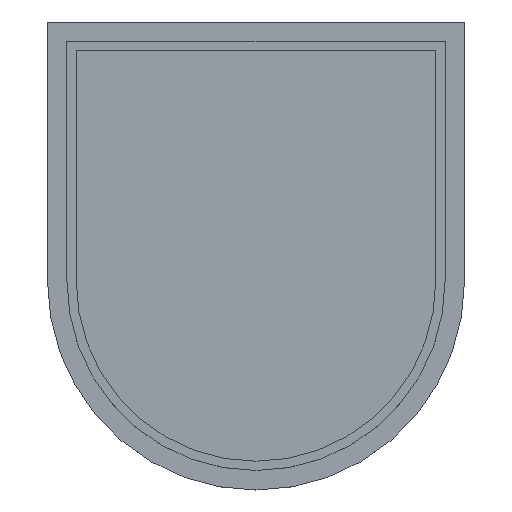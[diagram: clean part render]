
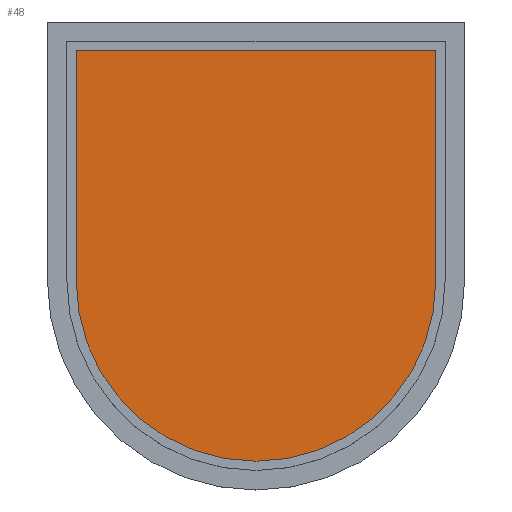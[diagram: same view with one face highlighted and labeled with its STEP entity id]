
A CAD part, top view. The second image highlights one B-rep face of the part: STEP entity #48.
In plain terms, the highlighted planar face has unit normal (0, 0, 1).
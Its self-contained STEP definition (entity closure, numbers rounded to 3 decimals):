
#48=ADVANCED_FACE('',(#228),#230,.T.);
#228=FACE_BOUND('',#229,.T.);
#229=EDGE_LOOP('',(#372,#373,#374,#375));
#230=PLANE('',#231);
#231=AXIS2_PLACEMENT_3D('',#232,#233,#234);
#232=CARTESIAN_POINT('',(0.,0.,2.));
#233=DIRECTION('',(0.,0.,1.));
#234=DIRECTION('',(-1.,0.,0.));
#372=ORIENTED_EDGE('',*,*,#460,.F.);
#373=ORIENTED_EDGE('',*,*,#461,.F.);
#374=ORIENTED_EDGE('',*,*,#462,.F.);
#375=ORIENTED_EDGE('',*,*,#463,.F.);
#460=EDGE_CURVE('',#504,#505,#506,.F.);
#461=EDGE_CURVE('',#507,#504,#508,.F.);
#462=EDGE_CURVE('',#509,#507,#510,.F.);
#463=EDGE_CURVE('',#505,#509,#511,.F.);
#504=VERTEX_POINT('',#576);
#505=VERTEX_POINT('',#577);
#506=CIRCLE('',#578,19.4);
#507=VERTEX_POINT('',#582);
#508=LINE('',#583,#584);
#509=VERTEX_POINT('',#586);
#510=LINE('',#587,#588);
#511=LINE('',#590,#591);
#576=CARTESIAN_POINT('',(19.4,0.,2.));
#577=CARTESIAN_POINT('',(-19.4,0.,2.));
#578=AXIS2_PLACEMENT_3D('',#579,#580,#581);
#579=CARTESIAN_POINT('',(0.,0.,2.));
#580=DIRECTION('',(0.,0.,1.));
#581=DIRECTION('',(-1.,0.,0.));
#582=CARTESIAN_POINT('',(19.4,24.9,2.));
#583=CARTESIAN_POINT('',(19.4,0.,2.));
#584=VECTOR('',#585,1.);
#585=DIRECTION('',(0.,1.,0.));
#586=CARTESIAN_POINT('',(-19.4,24.9,2.));
#587=CARTESIAN_POINT('',(19.4,24.9,2.));
#588=VECTOR('',#589,1.);
#589=DIRECTION('',(-1.,0.,0.));
#590=CARTESIAN_POINT('',(-19.4,24.9,2.));
#591=VECTOR('',#592,1.);
#592=DIRECTION('',(0.,-1.,0.));
